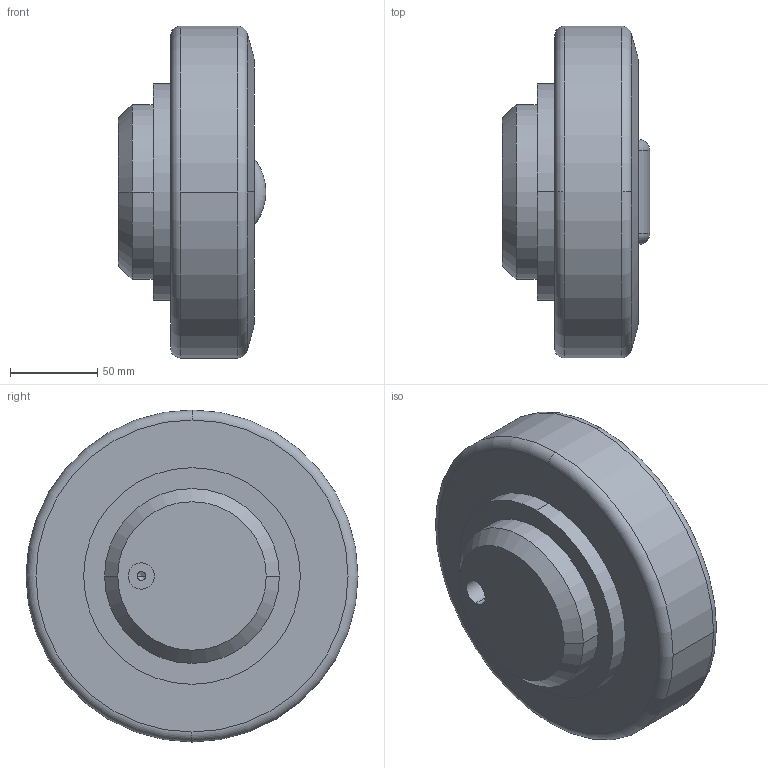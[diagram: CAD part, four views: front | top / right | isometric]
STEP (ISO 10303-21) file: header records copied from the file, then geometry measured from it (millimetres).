
FILE_DESCRIPTION(('STEP AP203'),'1');
FILE_NAME('4_090.stp','2014-08-06T06:50:58',('TraceParts'),('TraceParts S.A.'),'XStep 1.0',' ',' ');
FILE_SCHEMA(('CONFIG_CONTROL_DESIGN'));
Length unit declared in the file: millimetre
Products named in the file (1): 1
Bounding box: 84.5 x 190 x 190 mm (x, y, z)
Volume: 1600265.4 mm3; surface area: 91830 mm2
Topology: 1 solids, 1 shells, 46 faces, 108 edges, 68 vertices
Faces by surface type: plane 18, cylinder 14, cone 8, torus 6
Entity records: 1621 total; most frequent: CARTESIAN_POINT 493, DIRECTION 247, ORIENTED_EDGE 212, EDGE_CURVE 106, AXIS2_PLACEMENT_3D 102, VERTEX_POINT 68, CIRCLE 55, EDGE_LOOP 52
